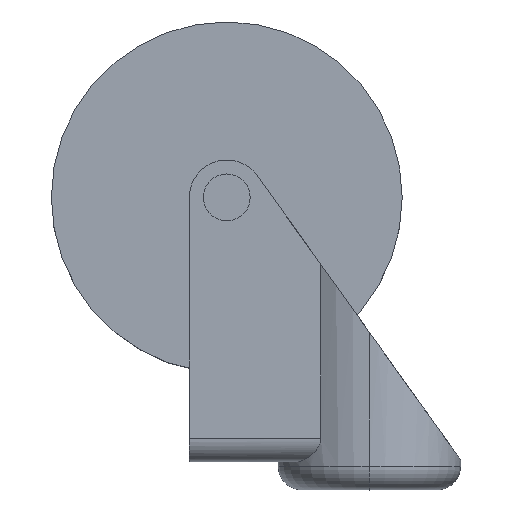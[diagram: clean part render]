
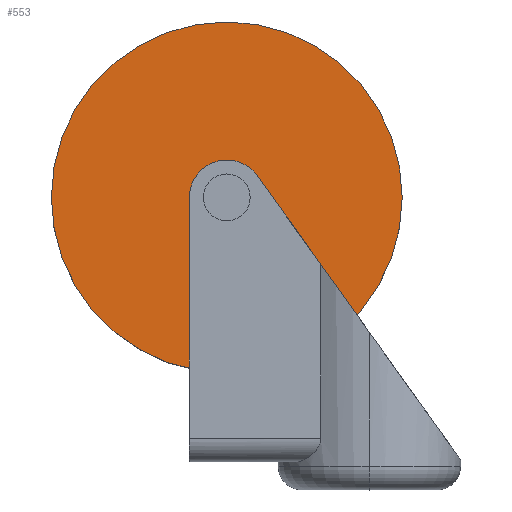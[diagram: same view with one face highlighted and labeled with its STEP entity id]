
A CAD part, top view. The second image highlights one B-rep face of the part: STEP entity #553.
In plain terms, the highlighted planar face has unit normal (0, 0, 1).
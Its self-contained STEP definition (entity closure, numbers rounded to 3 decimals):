
#12 = CARTESIAN_POINT ( 'NONE',  ( -25.5, 62.5, 12.5 ) ) ;
#19 = CARTESIAN_POINT ( 'NONE',  ( -30.5, 62.5, 12.5 ) ) ;
#21 = VERTEX_POINT ( 'NONE', #269 ) ;
#59 = FACE_OUTER_BOUND ( 'NONE', #986, .T. ) ;
#80 = CARTESIAN_POINT ( 'NONE',  ( -30.5, 62.5, 12.5 ) ) ;
#144 = CIRCLE ( 'NONE', #530, 37.5 ) ;
#167 = PLANE ( 'NONE',  #354 ) ;
#195 = FACE_BOUND ( 'NONE', #1233, .T. ) ;
#208 = CIRCLE ( 'NONE', #1463, 37.5 ) ;
#269 = CARTESIAN_POINT ( 'NONE',  ( -68., 62.5, 12.5 ) ) ;
#275 = DIRECTION ( 'NONE',  ( 1., 0., 0. ) ) ;
#299 = VERTEX_POINT ( 'NONE', #1237 ) ;
#306 = DIRECTION ( 'NONE',  ( 1., 0., 0. ) ) ;
#310 = DIRECTION ( 'NONE',  ( 1., 0., 0. ) ) ;
#354 = AXIS2_PLACEMENT_3D ( 'NONE', #80, #522, #306 ) ;
#356 = EDGE_CURVE ( 'NONE', #21, #583, #144, .T. ) ;
#372 = DIRECTION ( 'NONE',  ( 1., 0., 0. ) ) ;
#421 = AXIS2_PLACEMENT_3D ( 'NONE', #891, #785, #1115 ) ;
#515 = CARTESIAN_POINT ( 'NONE',  ( 7., 62.5, 12.5 ) ) ;
#522 = DIRECTION ( 'NONE',  ( 0., 0., -1. ) ) ;
#530 = AXIS2_PLACEMENT_3D ( 'NONE', #1348, #647, #310 ) ;
#531 = VERTEX_POINT ( 'NONE', #12 ) ;
#553 = ADVANCED_FACE ( 'PLANAR_15', ( #59, #195 ), #167, .F. ) ;
#583 = VERTEX_POINT ( 'NONE', #515 ) ;
#647 = DIRECTION ( 'NONE',  ( 0., 0., -1. ) ) ;
#716 = EDGE_CURVE ( 'NONE', #299, #531, #1295, .T. ) ;
#724 = AXIS2_PLACEMENT_3D ( 'NONE', #1058, #738, #275 ) ;
#734 = ORIENTED_EDGE ( 'NONE', *, *, #356, .F. ) ;
#738 = DIRECTION ( 'NONE',  ( 0., 0., -1. ) ) ;
#785 = DIRECTION ( 'NONE',  ( 0., 0., -1. ) ) ;
#891 = CARTESIAN_POINT ( 'NONE',  ( -30.5, 62.5, 12.5 ) ) ;
#894 = EDGE_CURVE ( 'NONE', #531, #299, #1392, .T. ) ;
#902 = EDGE_CURVE ( 'NONE', #583, #21, #208, .T. ) ;
#963 = ORIENTED_EDGE ( 'NONE', *, *, #894, .T. ) ;
#986 = EDGE_LOOP ( 'NONE', ( #734, #1041 ) ) ;
#1041 = ORIENTED_EDGE ( 'NONE', *, *, #902, .F. ) ;
#1052 = DIRECTION ( 'NONE',  ( 0., 0., -1. ) ) ;
#1058 = CARTESIAN_POINT ( 'NONE',  ( -30.5, 62.5, 12.5 ) ) ;
#1115 = DIRECTION ( 'NONE',  ( 1., 0., 0. ) ) ;
#1177 = ORIENTED_EDGE ( 'NONE', *, *, #716, .T. ) ;
#1233 = EDGE_LOOP ( 'NONE', ( #1177, #963 ) ) ;
#1237 = CARTESIAN_POINT ( 'NONE',  ( -35.5, 62.5, 12.5 ) ) ;
#1295 = CIRCLE ( 'NONE', #421, 5. ) ;
#1348 = CARTESIAN_POINT ( 'NONE',  ( -30.5, 62.5, 12.5 ) ) ;
#1392 = CIRCLE ( 'NONE', #724, 5. ) ;
#1463 = AXIS2_PLACEMENT_3D ( 'NONE', #19, #1052, #372 ) ;
